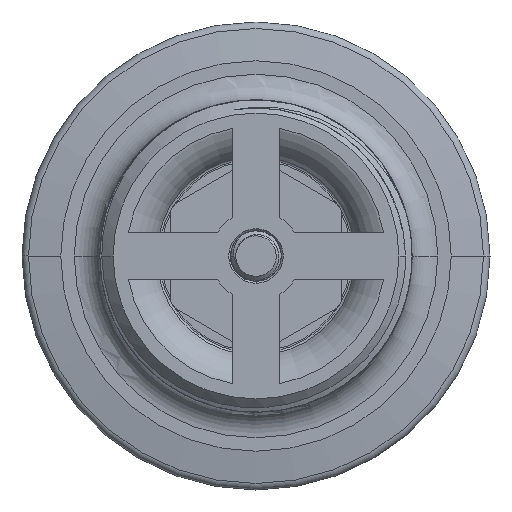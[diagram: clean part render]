
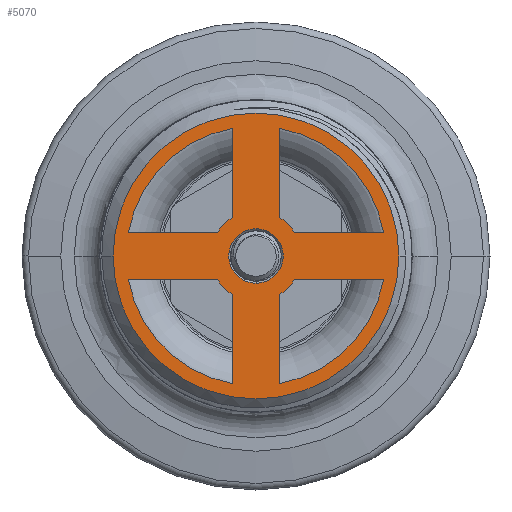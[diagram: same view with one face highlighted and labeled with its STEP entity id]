
A CAD part, front view. The second image highlights one B-rep face of the part: STEP entity #5070.
In plain terms, the highlighted planar face has unit normal (0, -1, 0).
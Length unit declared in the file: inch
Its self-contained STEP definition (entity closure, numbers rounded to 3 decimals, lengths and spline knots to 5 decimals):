
#627=CARTESIAN_POINT('',(0.,0.,0.));
#628=DIRECTION('',(0.,-1.,0.));
#629=DIRECTION('',(-0.521,0.,0.854));
#630=AXIS2_PLACEMENT_3D('',#627,#628,#629);
#635=DIRECTION('',(0.,0.,1.));
#636=VECTOR('',#635,0.54168);
#637=CARTESIAN_POINT('',(-0.1435,0.,0.23518));
#638=LINE('',#637,#636);
#642=CARTESIAN_POINT('',(0.,0.,0.));
#643=DIRECTION('',(0.,-1.,0.));
#644=DIRECTION('',(-0.182,0.,0.983));
#645=AXIS2_PLACEMENT_3D('',#642,#643,#644);
#650=DIRECTION('',(1.,0.,0.));
#651=VECTOR('',#650,0.54179);
#652=CARTESIAN_POINT('',(-0.77681,0.,0.14375));
#653=LINE('',#652,#651);
#657=CARTESIAN_POINT('',(0.,0.,0.));
#658=DIRECTION('',(0.,1.,0.));
#659=DIRECTION('',(0.521,0.,0.854));
#660=AXIS2_PLACEMENT_3D('',#657,#658,#659);
#665=DIRECTION('',(-1.,0.,0.));
#666=VECTOR('',#665,0.54179);
#667=CARTESIAN_POINT('',(0.77681,0.,0.14375));
#668=LINE('',#667,#666);
#672=CARTESIAN_POINT('',(0.,0.,0.));
#673=DIRECTION('',(0.,1.,0.));
#674=DIRECTION('',(0.182,0.,0.983));
#675=AXIS2_PLACEMENT_3D('',#672,#673,#674);
#680=DIRECTION('',(0.,0.,1.));
#681=VECTOR('',#680,0.54168);
#682=CARTESIAN_POINT('',(0.1435,0.,0.23518));
#683=LINE('',#682,#681);
#687=CARTESIAN_POINT('',(0.,0.,0.));
#688=DIRECTION('',(0.,1.,0.));
#689=DIRECTION('',(-0.521,0.,-0.854));
#690=AXIS2_PLACEMENT_3D('',#687,#688,#689);
#695=DIRECTION('',(1.,0.,0.));
#696=VECTOR('',#695,0.54179);
#697=CARTESIAN_POINT('',(-0.77681,0.,-0.14375));
#698=LINE('',#697,#696);
#702=CARTESIAN_POINT('',(0.,0.,0.));
#703=DIRECTION('',(0.,1.,0.));
#704=DIRECTION('',(-0.182,0.,-0.983));
#705=AXIS2_PLACEMENT_3D('',#702,#703,#704);
#710=DIRECTION('',(0.,0.,-1.));
#711=VECTOR('',#710,0.54168);
#712=CARTESIAN_POINT('',(-0.1435,0.,-0.23518));
#713=LINE('',#712,#711);
#717=CARTESIAN_POINT('',(0.,0.,0.));
#718=DIRECTION('',(0.,-1.,0.));
#719=DIRECTION('',(0.521,0.,-0.854));
#720=AXIS2_PLACEMENT_3D('',#717,#718,#719);
#725=DIRECTION('',(0.,0.,-1.));
#726=VECTOR('',#725,0.54168);
#727=CARTESIAN_POINT('',(0.1435,0.,-0.23518));
#728=LINE('',#727,#726);
#732=CARTESIAN_POINT('',(0.,0.,0.));
#733=DIRECTION('',(0.,-1.,0.));
#734=DIRECTION('',(0.182,0.,-0.983));
#735=AXIS2_PLACEMENT_3D('',#732,#733,#734);
#740=DIRECTION('',(-1.,0.,0.));
#741=VECTOR('',#740,0.54179);
#742=CARTESIAN_POINT('',(0.77681,0.,-0.14375));
#743=LINE('',#742,#741);
#747=CARTESIAN_POINT('',(0.,0.,0.));
#748=DIRECTION('',(0.,1.,0.));
#749=DIRECTION('',(0.,0.,1.));
#750=AXIS2_PLACEMENT_3D('',#747,#748,#749);
#755=CARTESIAN_POINT('',(0.,0.,0.));
#756=DIRECTION('',(0.,1.,0.));
#757=DIRECTION('',(0.,0.,-1.));
#758=AXIS2_PLACEMENT_3D('',#755,#756,#757);
#818=CARTESIAN_POINT('',(0.,0.,0.));
#819=DIRECTION('',(0.,-1.,0.));
#820=DIRECTION('',(1.,0.,0.));
#821=AXIS2_PLACEMENT_3D('',#818,#819,#820);
#4331=CARTESIAN_POINT('',(0.,0.,0.));
#4332=DIRECTION('',(0.,1.,0.));
#4333=DIRECTION('',(1.,0.,0.));
#4334=AXIS2_PLACEMENT_3D('',#4331,#4332,#4333);
#4386=CARTESIAN_POINT('',(-0.1435,0.,0.23518));
#4387=CARTESIAN_POINT('',(-0.23502,0.,0.14375));
#4388=VERTEX_POINT('',#4386);
#4389=VERTEX_POINT('',#4387);
#4390=CARTESIAN_POINT('',(-0.1435,0.,0.77686));
#4391=VERTEX_POINT('',#4390);
#4392=CARTESIAN_POINT('',(-0.77681,0.,0.14375));
#4393=VERTEX_POINT('',#4392);
#4402=CARTESIAN_POINT('',(0.1435,0.,0.23518));
#4403=CARTESIAN_POINT('',(0.23502,0.,0.14375));
#4404=VERTEX_POINT('',#4402);
#4405=VERTEX_POINT('',#4403);
#4406=CARTESIAN_POINT('',(0.1435,0.,0.77686));
#4407=VERTEX_POINT('',#4406);
#4408=CARTESIAN_POINT('',(0.77681,0.,0.14375));
#4409=VERTEX_POINT('',#4408);
#4418=CARTESIAN_POINT('',(-0.1435,0.,-0.23518));
#4419=CARTESIAN_POINT('',(-0.23502,0.,-0.14375));
#4420=VERTEX_POINT('',#4418);
#4421=VERTEX_POINT('',#4419);
#4422=CARTESIAN_POINT('',(-0.1435,0.,-0.77686));
#4423=VERTEX_POINT('',#4422);
#4424=CARTESIAN_POINT('',(-0.77681,0.,-0.14375));
#4425=VERTEX_POINT('',#4424);
#4434=CARTESIAN_POINT('',(0.1435,0.,-0.23518));
#4435=CARTESIAN_POINT('',(0.23502,0.,-0.14375));
#4436=VERTEX_POINT('',#4434);
#4437=VERTEX_POINT('',#4435);
#4438=CARTESIAN_POINT('',(0.1435,0.,-0.77686));
#4439=VERTEX_POINT('',#4438);
#4440=CARTESIAN_POINT('',(0.77681,0.,-0.14375));
#4441=VERTEX_POINT('',#4440);
#4550=CARTESIAN_POINT('',(0.87,0.,0.));
#4551=CARTESIAN_POINT('',(-0.87,0.,0.));
#4552=VERTEX_POINT('',#4550);
#4553=VERTEX_POINT('',#4551);
#4556=CARTESIAN_POINT('',(0.,0.,0.166));
#4557=CARTESIAN_POINT('',(0.,0.,-0.166));
#4558=VERTEX_POINT('',#4556);
#4559=VERTEX_POINT('',#4557);
#5015=CARTESIAN_POINT('',(0.,0.,0.));
#5016=DIRECTION('',(0.,-1.,0.));
#5017=DIRECTION('',(-1.,0.,0.));
#5018=AXIS2_PLACEMENT_3D('',#5015,#5016,#5017);
#5019=PLANE('',#5018);
#5021=ORIENTED_EDGE('',*,*,#5020,.F.);
#5023=ORIENTED_EDGE('',*,*,#5022,.T.);
#5024=EDGE_LOOP('',(#5021,#5023));
#5025=FACE_OUTER_BOUND('',#5024,.F.);
#5027=ORIENTED_EDGE('',*,*,#5026,.F.);
#5029=ORIENTED_EDGE('',*,*,#5028,.T.);
#5031=ORIENTED_EDGE('',*,*,#5030,.T.);
#5033=ORIENTED_EDGE('',*,*,#5032,.T.);
#5034=EDGE_LOOP('',(#5027,#5029,#5031,#5033));
#5035=FACE_BOUND('',#5034,.F.);
#5037=ORIENTED_EDGE('',*,*,#5036,.T.);
#5039=ORIENTED_EDGE('',*,*,#5038,.F.);
#5041=ORIENTED_EDGE('',*,*,#5040,.F.);
#5043=ORIENTED_EDGE('',*,*,#5042,.F.);
#5044=EDGE_LOOP('',(#5037,#5039,#5041,#5043));
#5045=FACE_BOUND('',#5044,.F.);
#5047=ORIENTED_EDGE('',*,*,#5046,.T.);
#5049=ORIENTED_EDGE('',*,*,#5048,.F.);
#5051=ORIENTED_EDGE('',*,*,#5050,.F.);
#5053=ORIENTED_EDGE('',*,*,#5052,.F.);
#5054=EDGE_LOOP('',(#5047,#5049,#5051,#5053));
#5055=FACE_BOUND('',#5054,.F.);
#5057=ORIENTED_EDGE('',*,*,#5056,.F.);
#5059=ORIENTED_EDGE('',*,*,#5058,.T.);
#5061=ORIENTED_EDGE('',*,*,#5060,.T.);
#5063=ORIENTED_EDGE('',*,*,#5062,.T.);
#5064=EDGE_LOOP('',(#5057,#5059,#5061,#5063));
#5065=FACE_BOUND('',#5064,.F.);
#5066=ORIENTED_EDGE('',*,*,#5009,.F.);
#5067=ORIENTED_EDGE('',*,*,#4992,.F.);
#5068=EDGE_LOOP('',(#5066,#5067));
#5069=FACE_BOUND('',#5068,.F.);
#631=CIRCLE('',#630,0.2755);
#646=CIRCLE('',#645,0.79);
#661=CIRCLE('',#660,0.2755);
#676=CIRCLE('',#675,0.79);
#691=CIRCLE('',#690,0.2755);
#706=CIRCLE('',#705,0.79);
#721=CIRCLE('',#720,0.2755);
#736=CIRCLE('',#735,0.79);
#751=CIRCLE('',#750,0.166);
#759=CIRCLE('',#758,0.166);
#822=CIRCLE('',#821,0.87);
#4335=CIRCLE('',#4334,0.87);
#4992=EDGE_CURVE('',#4559,#4558,#759,.T.);
#5009=EDGE_CURVE('',#4558,#4559,#751,.T.);
#5020=EDGE_CURVE('',#4552,#4553,#822,.T.);
#5022=EDGE_CURVE('',#4552,#4553,#4335,.T.);
#5026=EDGE_CURVE('',#4388,#4389,#631,.T.);
#5028=EDGE_CURVE('',#4388,#4391,#638,.T.);
#5030=EDGE_CURVE('',#4391,#4393,#646,.T.);
#5032=EDGE_CURVE('',#4393,#4389,#653,.T.);
#5036=EDGE_CURVE('',#4404,#4405,#661,.T.);
#5038=EDGE_CURVE('',#4409,#4405,#668,.T.);
#5040=EDGE_CURVE('',#4407,#4409,#676,.T.);
#5042=EDGE_CURVE('',#4404,#4407,#683,.T.);
#5046=EDGE_CURVE('',#4420,#4421,#691,.T.);
#5048=EDGE_CURVE('',#4425,#4421,#698,.T.);
#5050=EDGE_CURVE('',#4423,#4425,#706,.T.);
#5052=EDGE_CURVE('',#4420,#4423,#713,.T.);
#5056=EDGE_CURVE('',#4436,#4437,#721,.T.);
#5058=EDGE_CURVE('',#4436,#4439,#728,.T.);
#5060=EDGE_CURVE('',#4439,#4441,#736,.T.);
#5062=EDGE_CURVE('',#4441,#4437,#743,.T.);
#5070=ADVANCED_FACE('',(#5025,#5035,#5045,#5055,#5065,#5069),#5019,.T.);
